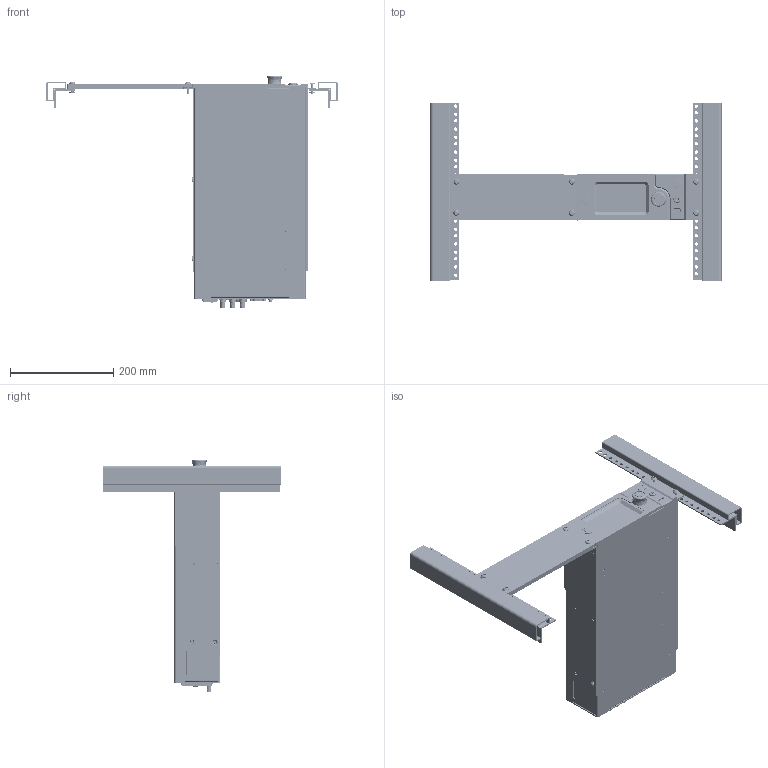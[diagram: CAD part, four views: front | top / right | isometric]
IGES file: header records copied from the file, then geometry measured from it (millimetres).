
Start section: SolidWorks IGES file using analytic representation for surfaces
Global section: file name: Lisa's Rack Dwgs\RCKMT-LABSNGL-A Right.IGS; native system: SolidWorks 2014; preprocessor: SolidWorks 2014; author: gniebel; date: 141028.103303; units: inch
Bounding box: 563.53 x 344.73 x 450.32 mm (x, y, z)
Surface area: 1393961.6 mm2 (no closed solid volume)
Topology: 0 solids, 0 shells, 13163 faces, 127276 edges, 127249 vertices
Faces by surface type: bspline 9785, revolution 3378
